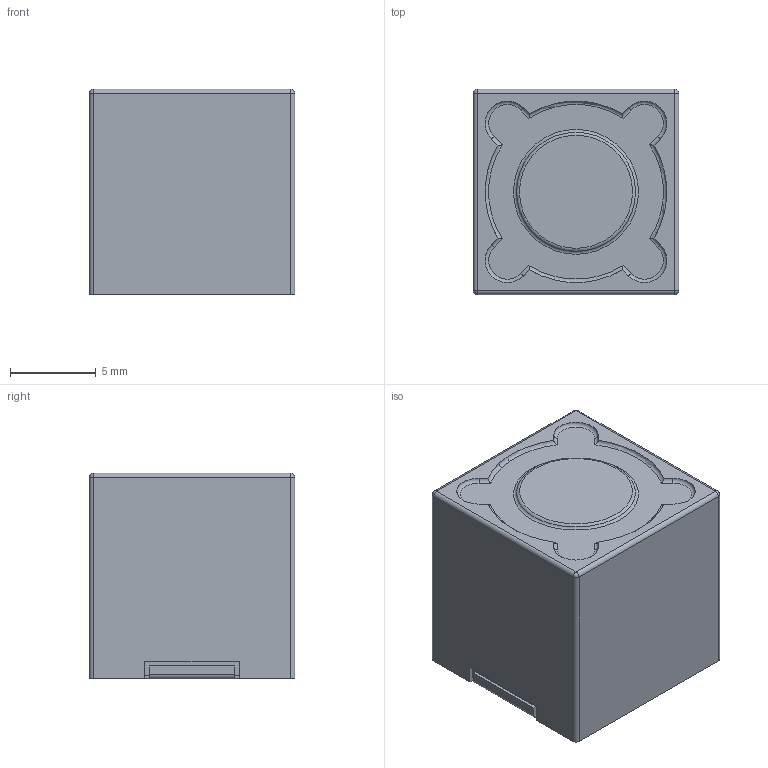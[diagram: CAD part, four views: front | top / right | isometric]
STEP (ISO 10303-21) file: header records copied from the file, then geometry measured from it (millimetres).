
FILE_DESCRIPTION(('FreeCAD Model'),'2;1');
FILE_NAME('L_Pulse_PA4320.step','2018-02-11T19:58:36',('kicad StepUp'),('ksu MCAD') ,'Open CASCADE STEP processor 7.1','FreeCAD','Unknown');
FILE_SCHEMA(('AUTOMOTIVE_DESIGN { 1 0 10303 214 1 1 1 1 }'));
Length unit declared in the file: millimetre
Products named in the file (1): L_Pulse_PA4320
Bounding box: 12 x 12 x 12 mm (x, y, z)
Volume: 1712.2 mm3; surface area: 872 mm2
Topology: 1 solids, 1 shells, 64 faces, 172 edges, 108 vertices
Faces by surface type: plane 32, cylinder 18, torus 10, sphere 4
Entity records: 2455 total; most frequent: CARTESIAN_POINT 391, DIRECTION 336, ORIENTED_EDGE 336, EDGE_CURVE 168, AXIS2_PLACEMENT_3D 113, LINE 110, VECTOR 110, VERTEX_POINT 108
